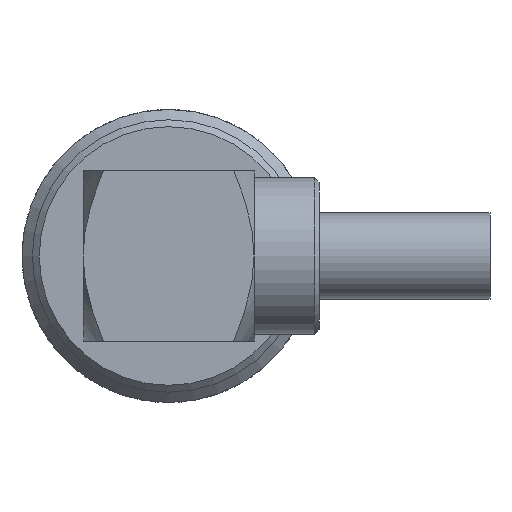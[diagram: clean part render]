
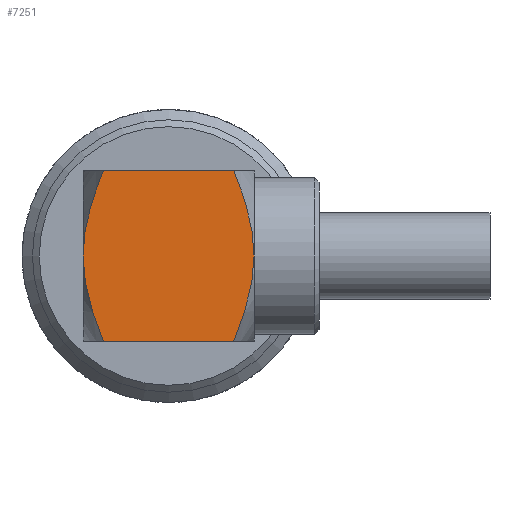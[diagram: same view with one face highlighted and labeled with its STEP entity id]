
A CAD part, front view. The second image highlights one B-rep face of the part: STEP entity #7251.
In plain terms, the highlighted planar face has unit normal (0, -1, 0).
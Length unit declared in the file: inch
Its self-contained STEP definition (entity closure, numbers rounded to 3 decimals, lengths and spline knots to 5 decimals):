
#117 = DIRECTION ( 'NONE',  ( 1., 0., 0. ) ) ;
#131 = ORIENTED_EDGE ( 'NONE', *, *, #2252, .T. ) ;
#260 = CARTESIAN_POINT ( 'NONE',  ( 0.19021, -0.066, 0.25 ) ) ;
#307 = DIRECTION ( 'NONE',  ( 0., 0., 1. ) ) ;
#344 = PLANE ( 'NONE',  #10201 ) ;
#456 = CARTESIAN_POINT ( 'NONE',  ( 0.24328, -0.066, 0.08565 ) ) ;
#542 = LINE ( 'NONE', #8060, #3849 ) ;
#588 = CARTESIAN_POINT ( 'NONE',  ( 0.19021, -0.066, -0.25 ) ) ;
#614 = ORIENTED_EDGE ( 'NONE', *, *, #5653, .T. ) ;
#916 = EDGE_CURVE ( 'NONE', #6096, #6933, #7297, .T. ) ;
#1214 = VERTEX_POINT ( 'NONE', #10196 ) ;
#1885 = ORIENTED_EDGE ( 'NONE', *, *, #916, .F. ) ;
#1964 = CARTESIAN_POINT ( 'NONE',  ( 0.22691, -0.066, 0.14812 ) ) ;
#2048 = CARTESIAN_POINT ( 'NONE',  ( -0.20651, -0.066, -0.21009 ) ) ;
#2252 = EDGE_CURVE ( 'NONE', #7355, #1214, #2991, .T. ) ;
#2310 = CARTESIAN_POINT ( 'NONE',  ( -0.25, -0.066, 0.04338 ) ) ;
#2415 = CARTESIAN_POINT ( 'NONE',  ( -0.24327, -0.066, 0.08569 ) ) ;
#2483 = EDGE_CURVE ( 'NONE', #6933, #3522, #4646, .T. ) ;
#2653 = ORIENTED_EDGE ( 'NONE', *, *, #2483, .F. ) ;
#2688 = CARTESIAN_POINT ( 'NONE',  ( 0.22042, -0.066, 0.16883 ) ) ;
#2759 = CARTESIAN_POINT ( 'NONE',  ( 0.25, -0.066, 0. ) ) ;
#2918 = CARTESIAN_POINT ( 'NONE',  ( 0.24217, -0.066, -0.08594 ) ) ;
#2991 = B_SPLINE_CURVE_WITH_KNOTS ( 'NONE', 3,
 ( #8475, #9902, #5974, #3718, #4513, #6766, #9994, #7621, #2048, #5250 ),
 .UNSPECIFIED., .F., .F.,
 ( 4, 2, 2, 2, 4 ),
 ( 0.02306, 0.02387, 0.02468, 0.02631, 0.02956 ),
 .UNSPECIFIED. ) ;
#3213 = CARTESIAN_POINT ( 'NONE',  ( 0.19021, -0.066, -0.25 ) ) ;
#3467 = VECTOR ( 'NONE', #3483, 39.37008 ) ;
#3483 = DIRECTION ( 'NONE',  ( 1., 0., 0. ) ) ;
#3522 = VERTEX_POINT ( 'NONE', #5510 ) ;
#3718 = CARTESIAN_POINT ( 'NONE',  ( -0.24799, -0.066, -0.04325 ) ) ;
#3849 = VECTOR ( 'NONE', #117, 39.37008 ) ;
#3892 = CARTESIAN_POINT ( 'NONE',  ( -0.25, -0.066, 0. ) ) ;
#3951 = CARTESIAN_POINT ( 'NONE',  ( -0.25, -0.066, 0. ) ) ;
#3963 = CARTESIAN_POINT ( 'NONE',  ( -0.19837, -0.066, 0.23002 ) ) ;
#4238 = CARTESIAN_POINT ( 'NONE',  ( 0.19021, -0.066, 0.25 ) ) ;
#4473 = CARTESIAN_POINT ( 'NONE',  ( 0.20651, -0.066, -0.21008 ) ) ;
#4513 = CARTESIAN_POINT ( 'NONE',  ( -0.24679, -0.066, -0.05398 ) ) ;
#4646 = B_SPLINE_CURVE_WITH_KNOTS ( 'NONE', 3,
 ( #4238, #9051, #7511, #2688, #1964, #456, #6758, #2759 ),
 .UNSPECIFIED., .F., .F.,
 ( 4, 2, 2, 4 ),
 ( 0.01649, 0.01813, 0.01977, 0.02305 ),
 .UNSPECIFIED. ) ;
#4695 = CARTESIAN_POINT ( 'NONE',  ( -0.22041, -0.066, 0.16887 ) ) ;
#5250 = CARTESIAN_POINT ( 'NONE',  ( -0.19021, -0.066, -0.25 ) ) ;
#5315 = FACE_OUTER_BOUND ( 'NONE', #5760, .T. ) ;
#5510 = CARTESIAN_POINT ( 'NONE',  ( 0.25, -0.066, 0. ) ) ;
#5596 = CARTESIAN_POINT ( 'NONE',  ( -0.19021, -0.066, 0.25 ) ) ;
#5653 = EDGE_CURVE ( 'NONE', #6096, #7355, #8109, .T. ) ;
#5760 = EDGE_LOOP ( 'NONE', ( #1885, #614, #131, #9443, #9365, #2653 ) ) ;
#5854 = CARTESIAN_POINT ( 'NONE',  ( 0., -0.066, 0.25 ) ) ;
#5973 = CARTESIAN_POINT ( 'NONE',  ( -0.19021, -0.066, 0.25 ) ) ;
#5974 = CARTESIAN_POINT ( 'NONE',  ( -0.24959, -0.066, -0.02161 ) ) ;
#6096 = VERTEX_POINT ( 'NONE', #5973 ) ;
#6235 = CARTESIAN_POINT ( 'NONE',  ( -0.20613, -0.066, 0.20984 ) ) ;
#6758 = CARTESIAN_POINT ( 'NONE',  ( 0.25, -0.066, 0.04335 ) ) ;
#6766 = CARTESIAN_POINT ( 'NONE',  ( -0.24218, -0.066, -0.08594 ) ) ;
#6933 = VERTEX_POINT ( 'NONE', #260 ) ;
#7171 = CARTESIAN_POINT ( 'NONE',  ( -0.2269, -0.066, 0.14816 ) ) ;
#7251 = ADVANCED_FACE ( 'NONE', ( #5315 ), #344, .F. ) ;
#7297 = LINE ( 'NONE', #9024, #3467 ) ;
#7355 = VERTEX_POINT ( 'NONE', #3951 ) ;
#7511 = CARTESIAN_POINT ( 'NONE',  ( 0.20614, -0.066, 0.20982 ) ) ;
#7583 = CARTESIAN_POINT ( 'NONE',  ( 0.22133, -0.066, -0.16929 ) ) ;
#7621 = CARTESIAN_POINT ( 'NONE',  ( -0.22134, -0.066, -0.16929 ) ) ;
#7685 = CARTESIAN_POINT ( 'NONE',  ( 0.24834, -0.066, -0.0433 ) ) ;
#7899 = VERTEX_POINT ( 'NONE', #3213 ) ;
#7931 = B_SPLINE_CURVE_WITH_KNOTS ( 'NONE', 3,
 ( #9989, #9894, #7685, #2918, #9147, #7583, #4473, #588 ),
 .UNSPECIFIED., .F., .F.,
 ( 4, 2, 2, 4 ),
 ( 0.02305, 0.02468, 0.0263, 0.02955 ),
 .UNSPECIFIED. ) ;
#8060 = CARTESIAN_POINT ( 'NONE',  ( 0., -0.066, -0.25 ) ) ;
#8109 = B_SPLINE_CURVE_WITH_KNOTS ( 'NONE', 3,
 ( #5596, #3963, #6235, #4695, #7171, #2415, #2310, #3892 ),
 .UNSPECIFIED., .F., .F.,
 ( 4, 2, 2, 4 ),
 ( 0.0165, 0.01814, 0.01978, 0.02306 ),
 .UNSPECIFIED. ) ;
#8247 = EDGE_CURVE ( 'NONE', #3522, #7899, #7931, .T. ) ;
#8475 = CARTESIAN_POINT ( 'NONE',  ( -0.25, -0.066, 0. ) ) ;
#9024 = CARTESIAN_POINT ( 'NONE',  ( 0., -0.066, 0.25 ) ) ;
#9051 = CARTESIAN_POINT ( 'NONE',  ( 0.19837, -0.066, 0.23001 ) ) ;
#9147 = CARTESIAN_POINT ( 'NONE',  ( 0.23771, -0.066, -0.10695 ) ) ;
#9191 = EDGE_CURVE ( 'NONE', #1214, #7899, #542, .T. ) ;
#9365 = ORIENTED_EDGE ( 'NONE', *, *, #8247, .F. ) ;
#9443 = ORIENTED_EDGE ( 'NONE', *, *, #9191, .T. ) ;
#9788 = DIRECTION ( 'NONE',  ( 0., 1., 0. ) ) ;
#9894 = CARTESIAN_POINT ( 'NONE',  ( 0.25, -0.066, -0.02148 ) ) ;
#9902 = CARTESIAN_POINT ( 'NONE',  ( -0.25, -0.066, -0.01075 ) ) ;
#9989 = CARTESIAN_POINT ( 'NONE',  ( 0.25, -0.066, 0. ) ) ;
#9994 = CARTESIAN_POINT ( 'NONE',  ( -0.23771, -0.066, -0.10694 ) ) ;
#10196 = CARTESIAN_POINT ( 'NONE',  ( -0.19021, -0.066, -0.25 ) ) ;
#10201 = AXIS2_PLACEMENT_3D ( 'NONE', #5854, #9788, #307 ) ;
